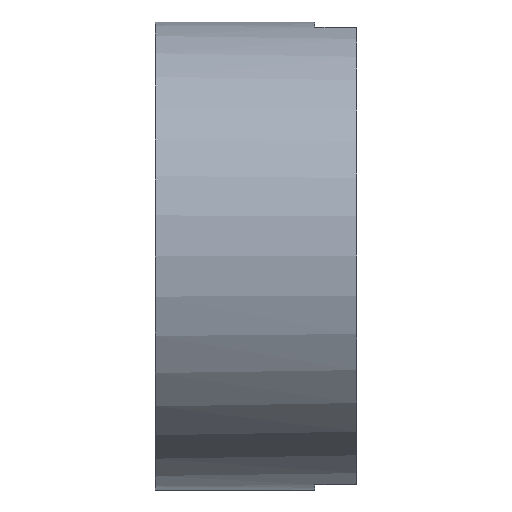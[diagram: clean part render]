
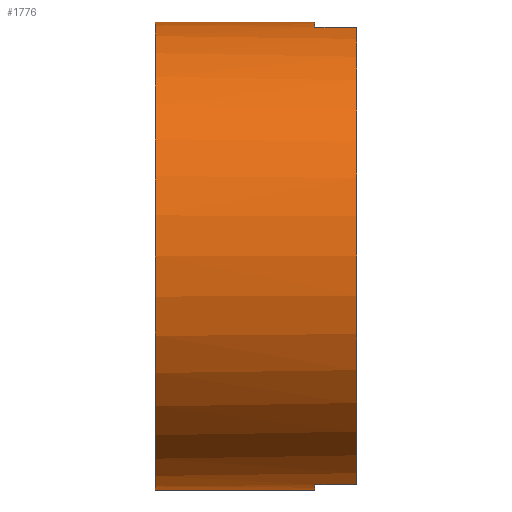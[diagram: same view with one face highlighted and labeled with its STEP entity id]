
A CAD part, left-side view. The second image highlights one B-rep face of the part: STEP entity #1776.
In plain terms, the highlighted cylindrical face has radius 11.2 mm (diameter 22.4 mm), a partial arc.
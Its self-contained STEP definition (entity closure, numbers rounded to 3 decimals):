
#11=CARTESIAN_POINT('',(0.,1.,0.));
#12=DIRECTION('',(0.,1.,0.));
#13=DIRECTION('',(0.,0.,-1.));
#14=AXIS2_PLACEMENT_3D('',#11,#12,#13);
#36=DIRECTION('',(0.,-1.,0.));
#37=VECTOR('',#36,2.);
#38=CARTESIAN_POINT('',(-2.355,1.,10.95));
#39=LINE('',#38,#37);
#40=DIRECTION('',(0.,1.,0.));
#41=VECTOR('',#40,2.);
#42=CARTESIAN_POINT('',(-2.355,-1.,-10.95));
#43=LINE('',#42,#41);
#44=DIRECTION('',(0.,1.,0.));
#45=VECTOR('',#44,7.626);
#46=CARTESIAN_POINT('',(0.,1.,-11.2));
#47=LINE('',#46,#45);
#48=CARTESIAN_POINT('',(0.,8.626,0.));
#49=DIRECTION('',(0.,-1.,0.));
#50=DIRECTION('',(0.,0.,1.));
#51=AXIS2_PLACEMENT_3D('',#48,#49,#50);
#94=DIRECTION('',(0.,1.,0.));
#95=VECTOR('',#94,7.626);
#96=CARTESIAN_POINT('',(0.,1.,11.2));
#97=LINE('',#96,#95);
#714=CARTESIAN_POINT('',(0.,-1.,0.));
#715=DIRECTION('',(0.,1.,0.));
#716=DIRECTION('',(-0.21,0.,-0.978));
#717=AXIS2_PLACEMENT_3D('',#714,#715,#716);
#1292=CARTESIAN_POINT('',(0.,1.,0.));
#1293=DIRECTION('',(0.,1.,0.));
#1294=DIRECTION('',(-0.21,0.,0.978));
#1295=AXIS2_PLACEMENT_3D('',#1292,#1293,#1294);
#1308=CARTESIAN_POINT('',(0.,1.,-11.2));
#1309=VERTEX_POINT('',#1308);
#1310=CARTESIAN_POINT('',(-2.355,1.,-10.95));
#1311=VERTEX_POINT('',#1310);
#1316=CARTESIAN_POINT('',(-2.355,-1.,-10.95));
#1317=VERTEX_POINT('',#1316);
#1324=CARTESIAN_POINT('',(0.,8.626,11.2));
#1325=CARTESIAN_POINT('',(0.,8.626,-11.2));
#1326=VERTEX_POINT('',#1324);
#1327=VERTEX_POINT('',#1325);
#1328=CARTESIAN_POINT('',(0.,1.,11.2));
#1329=VERTEX_POINT('',#1328);
#1330=CARTESIAN_POINT('',(-2.355,1.,10.95));
#1331=VERTEX_POINT('',#1330);
#1332=CARTESIAN_POINT('',(-2.355,-1.,10.95));
#1333=VERTEX_POINT('',#1332);
#1755=CARTESIAN_POINT('',(0.,9.632,0.));
#1756=DIRECTION('',(0.,-1.,0.));
#1757=DIRECTION('',(0.,0.,1.));
#1758=AXIS2_PLACEMENT_3D('',#1755,#1756,#1757);
#1759=CYLINDRICAL_SURFACE('',#1758,11.2);
#1761=ORIENTED_EDGE('',*,*,#1760,.F.);
#1763=ORIENTED_EDGE('',*,*,#1762,.F.);
#1765=ORIENTED_EDGE('',*,*,#1764,.F.);
#1767=ORIENTED_EDGE('',*,*,#1766,.T.);
#1769=ORIENTED_EDGE('',*,*,#1768,.F.);
#1770=ORIENTED_EDGE('',*,*,#1742,.T.);
#1771=ORIENTED_EDGE('',*,*,#1713,.F.);
#1773=ORIENTED_EDGE('',*,*,#1772,.T.);
#1774=EDGE_LOOP('',(#1761,#1763,#1765,#1767,#1769,#1770,#1771,#1773));
#1775=FACE_OUTER_BOUND('',#1774,.F.);
#1776=ADVANCED_FACE('',(#1775),#1759,.T.);
#15=CIRCLE('',#14,11.2);
#52=CIRCLE('',#51,11.2);
#718=CIRCLE('',#717,11.2);
#1296=CIRCLE('',#1295,11.2);
#1713=EDGE_CURVE('',#1309,#1311,#15,.T.);
#1742=EDGE_CURVE('',#1317,#1311,#43,.T.);
#1760=EDGE_CURVE('',#1326,#1327,#52,.T.);
#1762=EDGE_CURVE('',#1329,#1326,#97,.T.);
#1764=EDGE_CURVE('',#1331,#1329,#1296,.T.);
#1766=EDGE_CURVE('',#1331,#1333,#39,.T.);
#1768=EDGE_CURVE('',#1317,#1333,#718,.T.);
#1772=EDGE_CURVE('',#1309,#1327,#47,.T.);
